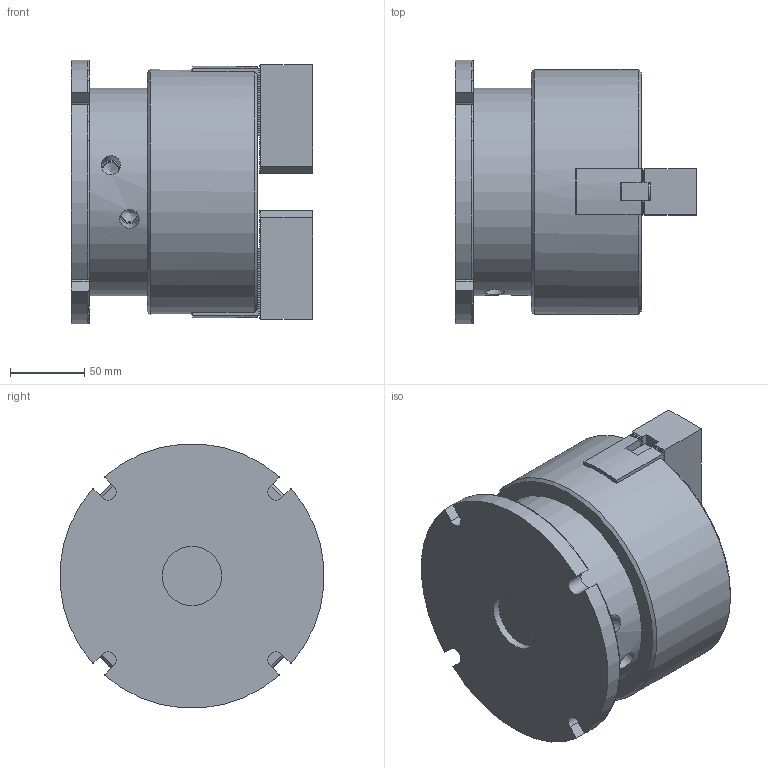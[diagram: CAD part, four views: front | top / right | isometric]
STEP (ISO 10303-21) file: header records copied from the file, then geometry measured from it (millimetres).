
FILE_DESCRIPTION (( 'STEP AP203' ), '1' );
FILE_NAME ('CF-VP-206.STEP', '2024-02-21T00:24:24', ( '' ), ( '' ), 'SwSTEP 2.0', 'SolidWorks 2020', '' );
FILE_SCHEMA (( 'CONFIG_CONTROL_DESIGN' ));
Length unit declared in the file: millimetre
Products named in the file (16): CF-VP-06-01000; CF-2P-06-04000; CF-3P-06-09000; CF-VP-06-02000; CF-2P-06_VP-206用組態; CF-VP-06-03000; 圓頭內六角螺栓_M10x70; CF-VP-206; CF-VP-06; 圓頭內六角螺栓_M5x12; CF-2P-06-01000; CF-3H-206-04000(T型塊); CF-2P-06-02000; SJ-06; CF-3P-06-03000; 圓頭內六角螺栓_M10x25
Assembly tree (29 placements, depth 3):
  CF-VP-206
    CF-VP-06
      CF-VP-06-01000
      CF-VP-06-02000
      CF-VP-06-03000
    CF-2P-06_VP-206用組態
      CF-2P-06-01000
      CF-2P-06-02000
      CF-3P-06-03000  x2
      CF-2P-06-04000
      圓頭內六角螺栓_M10x70  x6
      圓頭內六角螺栓_M5x12  x4
      CF-3H-206-04000(T型塊)  x2
      SJ-06  x2
      圓頭內六角螺栓_M10x25  x4
      CF-3P-06-09000
Bounding box: 162.3 x 177.43 x 177.43 mm (x, y, z)
Volume: 2507266.8 mm3; surface area: 372580.6 mm2
Topology: 27 solids, 27 shells, 1742 faces, 4822 edges, 3167 vertices
Faces by surface type: plane 1303, cylinder 335, cone 77, torus 27
Full cylindrical faces by diameter (mm): 4.2 x4, 5 x8, 5.5 x4, 6 x1, 8.5 x20, 9.5 x4, 10 x10, 10.7 x2, 11 x10, 16 x10, 17 x10, 20.9 x1, 21 x1, 24 x2, 32 x1, 32.5 x1, 34 x1, 34.5 x1, 35 x2, 40 x1, 48 x1, 55 x1, 75 x2, 140 x2, 165 x1
Entity records: 30062 total; most frequent: CARTESIAN_POINT 5942, ORIENTED_EDGE 4686, DIRECTION 4258, EDGE_CURVE 2343, VECTOR 1800, LINE 1800, VERTEX_POINT 1609, AXIS2_PLACEMENT_3D 1229
